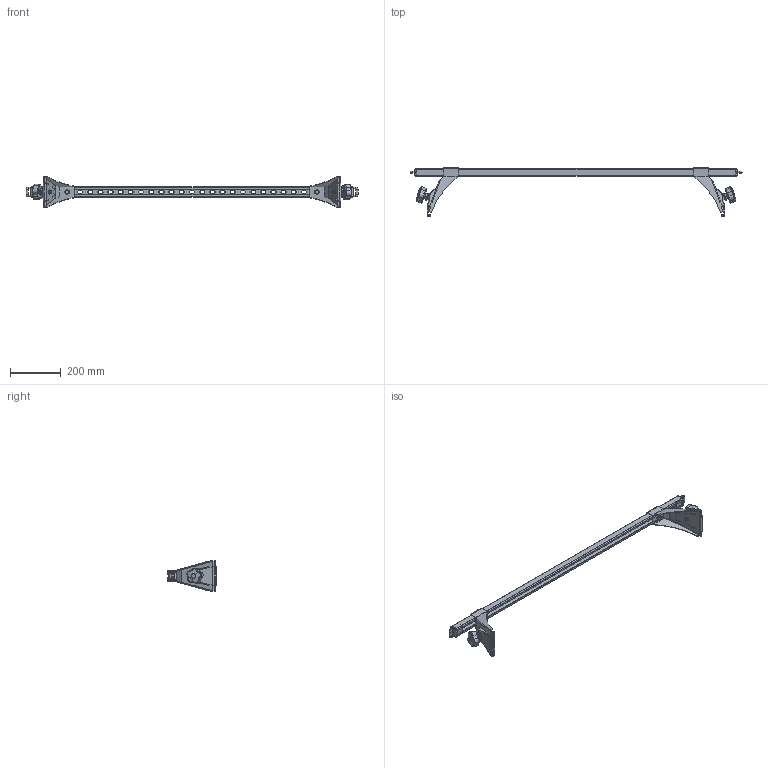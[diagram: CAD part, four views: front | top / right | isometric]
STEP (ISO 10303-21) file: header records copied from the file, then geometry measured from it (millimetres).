
FILE_DESCRIPTION (( 'STEP AP214' ), '1' );
FILE_NAME ('Assem3.STEP', '2018-09-06T00:30:26', ( '' ), ( '' ), 'SwSTEP 2.0', 'SolidWorks 2018', '' );
FILE_SCHEMA (( 'AUTOMOTIVE_DESIGN' ));
Length unit declared in the file: millimetre
Products named in the file (14): Assem3; Stern_handle_security_GN_5337_9_63_M10_SU; Assem1; Part1; hex flange bolt fine_din_DIN 6921 - M8x1 x 16 x 16-N; Assem4; Part2; Part7; Part5; Assem2; weld nut 01_din_DIN 929-M8-N; plain washer xlarge grade c_iso_Washer ISO 7094 - 8; hex flange bolt small_iso_ISO 4162 - M8 x 35 x 22-N; Part6
Assembly tree (17 placements, depth 3):
  Assem3
    Assem1  x2
      Part1
      Part2
      Stern_handle_security_GN_5337_9_63_M10_SU
      hex flange bolt small_iso_ISO 4162 - M8 x 35 x 22-N
      plain washer xlarge grade c_iso_Washer ISO 7094 - 8
    Assem2  x2
      Part6
      weld nut 01_din_DIN 929-M8-N
    Assem4
      Part5
      Part7  x2
    hex flange bolt fine_din_DIN 6921 - M8x1 x 16 x 16-N  x2
Bounding box: 1304 x 189.55 x 123.85 mm (x, y, z)
Volume: 662123.2 mm3; surface area: 491430.5 mm2
Topology: 19 solids, 19 shells, 1240 faces, 3058 edges, 1854 vertices
Faces by surface type: plane 636, cylinder 338, bspline 144, cone 64, torus 58
Entity records: 24750 total; most frequent: CARTESIAN_POINT 7196, ORIENTED_EDGE 3474, DIRECTION 3248, EDGE_CURVE 1737, AXIS2_PLACEMENT_3D 1096, VERTEX_POINT 1063, VECTOR 1056, LINE 1056
